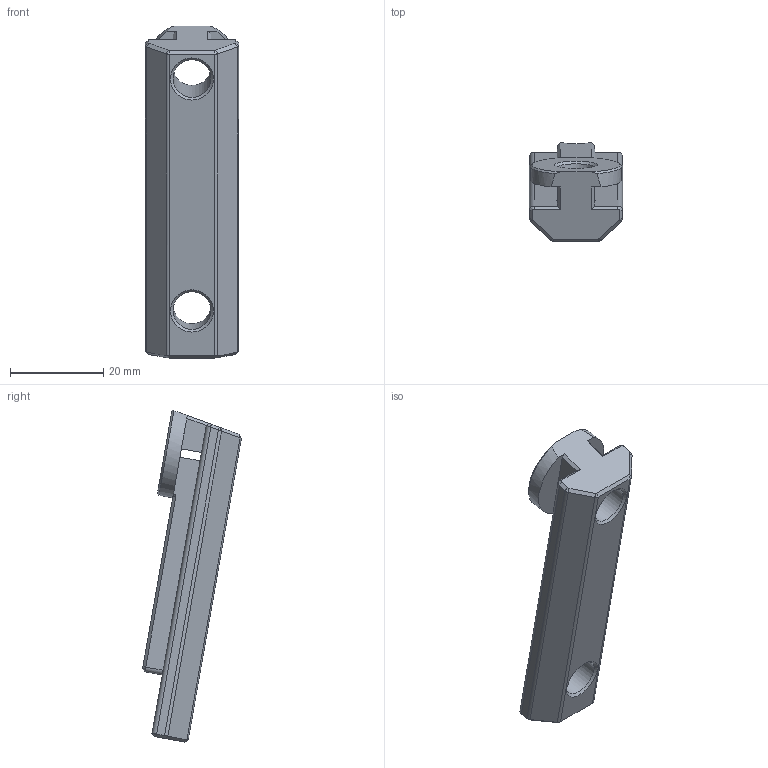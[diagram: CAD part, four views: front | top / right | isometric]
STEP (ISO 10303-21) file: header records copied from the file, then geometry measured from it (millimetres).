
FILE_DESCRIPTION(/* description */ (''),/* implementation_level */ '2;1');
FILE_NAME(/* name */ 'Hinge 40-4040CL.step',/* time_stamp */ '2024-08-17T09:25:27-04:00',/* author */ (''),/* organization */ (''),/* preprocessor_version */ 'ST-DEVELOPER v20',/* originating_system */ 'Autodesk Translation Framework v13.14.0.145',/* authorisation */ '');
FILE_SCHEMA (('AUTOMOTIVE_DESIGN { 1 0 10303 214 3 1 1 }'));
Length unit declared in the file: millimetre
Products named in the file (1): Hinge 40-4040CL
Bounding box: 20 x 21.23 x 71.36 mm (x, y, z)
Volume: 10782.5 mm3; surface area: 4944.7 mm2
Topology: 1 solids, 1 shells, 74 faces, 200 edges, 124 vertices
Faces by surface type: plane 33, bspline 16, cone 14, cylinder 11
Full cylindrical faces by diameter (mm): 8.2 x2
Entity records: 2670 total; most frequent: CARTESIAN_POINT 852, ORIENTED_EDGE 400, DIRECTION 327, EDGE_CURVE 200, VERTEX_POINT 124, LINE 115, VECTOR 115, AXIS2_PLACEMENT_3D 106
